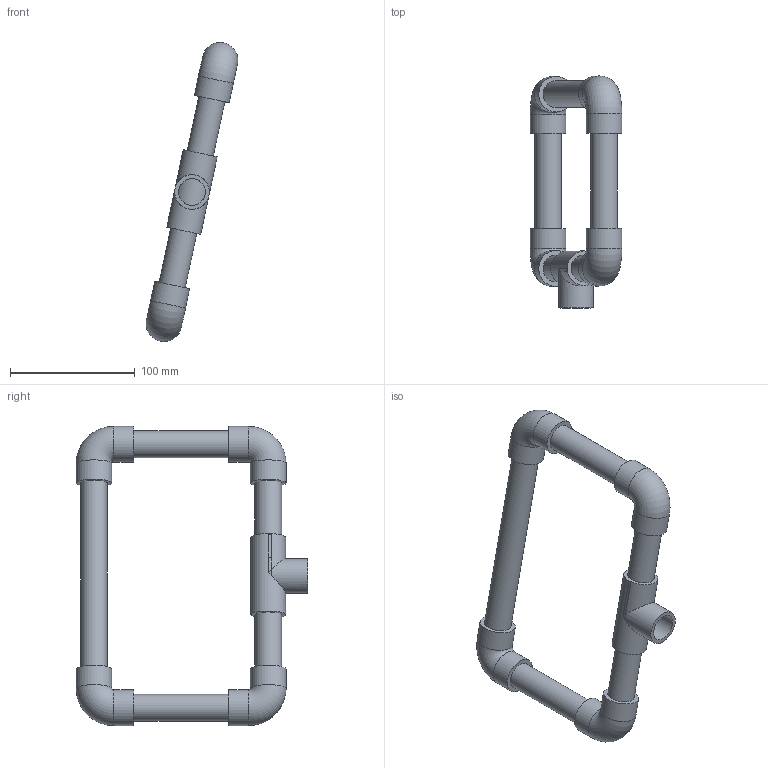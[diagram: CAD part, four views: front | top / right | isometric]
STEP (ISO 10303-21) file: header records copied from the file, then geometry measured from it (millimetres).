
FILE_DESCRIPTION(/* description */ (''),/* implementation_level */ '2;1');
FILE_NAME(/* name */ 'Netting.stp',/* time_stamp */ '2020-01-20T17:29:37-05:00',/* author */ ('User'),/* organization */ (''),/* preprocessor_version */ 'ST-DEVELOPER v17',/* originating_system */ 'Autodesk Inventor 2019',/* authorisation */ '');
FILE_SCHEMA (('AUTOMOTIVE_DESIGN { 1 0 10303 214 3 1 1 }'));
Length unit declared in the file: inch
Products named in the file (6): Netting; PVC 0.5-40 Straight; PVC 0.5-40 Top; PVC 0.5-40 Elbow; PVC 0.5-40 T-Joint; PVC 0.5-40 Bottom
Assembly tree (10 placements, depth 2):
  Netting
    PVC 0.5-40 Straight  x2
    PVC 0.5-40 Top
    PVC 0.5-40 Elbow  x4
    PVC 0.5-40 T-Joint
    PVC 0.5-40 Bottom  x2
Bounding box: 73.52 x 185.74 x 239.72 mm (x, y, z)
Volume: 185711.8 mm3; surface area: 120388.9 mm2
Topology: 10 solids, 10 shells, 60 faces, 117 edges, 78 vertices
Faces by surface type: cylinder 31, plane 21, torus 8
Full cylindrical faces by diameter (mm): 15.291 x5, 21.336 x5, 21.463 x10, 27.781 x2, 28.575 x8
Entity records: 1034 total; most frequent: CARTESIAN_POINT 179, DIRECTION 171, ORIENTED_EDGE 102, AXIS2_PLACEMENT_3D 78, EDGE_CURVE 51, EDGE_LOOP 39, VERTEX_POINT 34, CIRCLE 32
